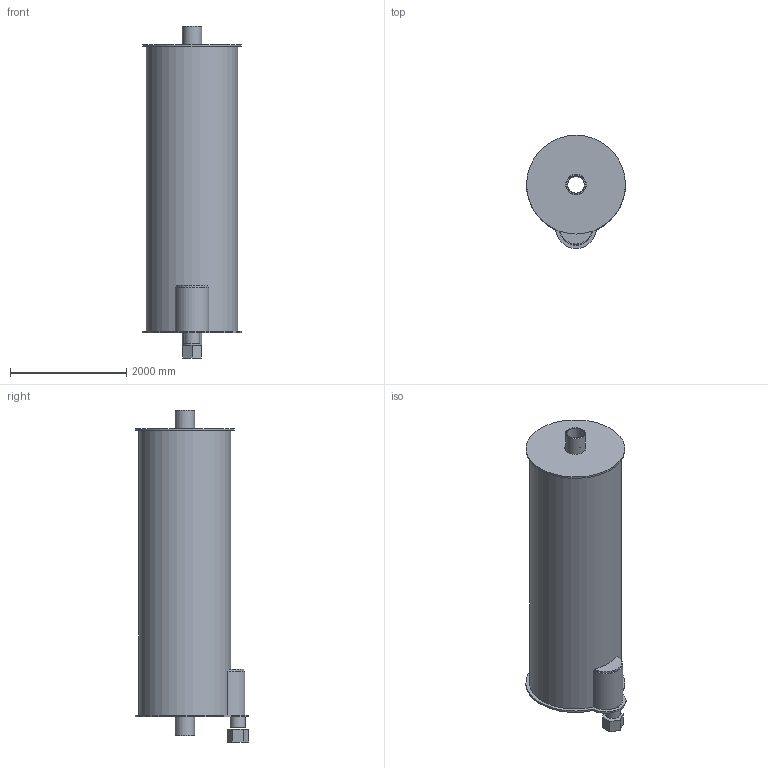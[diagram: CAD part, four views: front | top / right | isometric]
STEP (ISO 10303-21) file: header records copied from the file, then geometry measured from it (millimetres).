
FILE_DESCRIPTION(/* description */ (''),/* implementation_level */ '2;1');
FILE_NAME(/* name */ 'Vsad 01 G.stp',/* time_stamp */ '2015-01-22T15:46:05+01:00',/* author */ ('Tekenkamer'),/* organization */ (''),/* preprocessor_version */ 'ST-DEVELOPER v15.5',/* originating_system */ 'AutoCAD Mechanical',/* authorisation */ '');
FILE_SCHEMA (('AUTOMOTIVE_DESIGN { 1 0 10303 214 3 1 1 }'));
Length unit declared in the file: centimetre
Products named in the file (1): Product
Bounding box: 1700 x 1945 x 5710 mm (x, y, z)
Volume: 551588179.2 mm3; surface area: 62574162.6 mm2
Topology: 9 solids, 9 shells, 52 faces, 94 edges, 64 vertices
Faces by surface type: plane 30, cylinder 22
Full cylindrical faces by diameter (mm): 210 x2, 260 x1, 290 x2, 306 x2, 310 x2, 336 x2, 356 x2, 1550 x1, 1580 x1, 1700 x1
Entity records: 1223 total; most frequent: DIRECTION 224, CARTESIAN_POINT 187, ORIENTED_EDGE 148, AXIS2_PLACEMENT_3D 97, EDGE_LOOP 86, EDGE_CURVE 74, VERTEX_POINT 60, FACE_OUTER_BOUND 52
